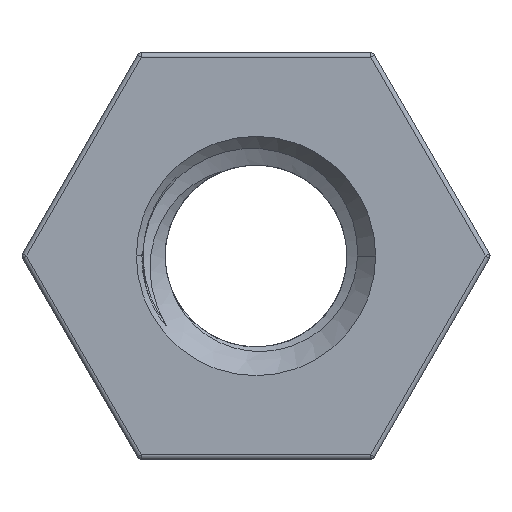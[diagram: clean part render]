
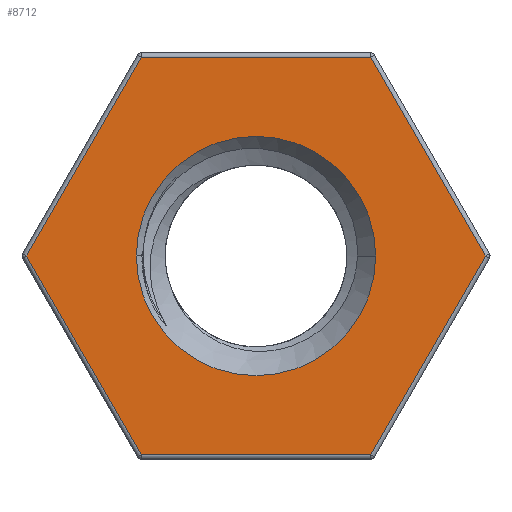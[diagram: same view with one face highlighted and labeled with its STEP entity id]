
A CAD part, left-side view. The second image highlights one B-rep face of the part: STEP entity #8712.
In plain terms, the highlighted planar face has unit normal (-1, 0, 0).
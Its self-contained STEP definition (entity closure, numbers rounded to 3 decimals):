
#3955=CARTESIAN_POINT('',(-10.,0.,0.));
#3956=DIRECTION('',(-1.,0.,0.));
#3957=DIRECTION('',(0.,1.,0.));
#3958=AXIS2_PLACEMENT_3D('',#3955,#3956,#3957);
#3960=CARTESIAN_POINT('',(-10.,0.,0.));
#3961=DIRECTION('',(-1.,0.,0.));
#3962=DIRECTION('',(0.,-1.,0.));
#3963=AXIS2_PLACEMENT_3D('',#3960,#3961,#3962);
#3965=DIRECTION('',(0.,-0.5,-0.866));
#3966=VECTOR('',#3965,2.54);
#3967=CARTESIAN_POINT('',(-10.,2.54,0.));
#3968=LINE('',#3967,#3966);
#3969=DIRECTION('',(0.,0.5,-0.866));
#3970=VECTOR('',#3969,2.54);
#3971=CARTESIAN_POINT('',(-10.,1.27,2.2));
#3972=LINE('',#3971,#3970);
#3973=DIRECTION('',(0.,1.,0.));
#3974=VECTOR('',#3973,2.54);
#3975=CARTESIAN_POINT('',(-10.,-1.27,2.2));
#3976=LINE('',#3975,#3974);
#3977=DIRECTION('',(0.,0.5,0.866));
#3978=VECTOR('',#3977,2.54);
#3979=CARTESIAN_POINT('',(-10.,-2.54,0.));
#3980=LINE('',#3979,#3978);
#3981=DIRECTION('',(0.,-0.5,0.866));
#3982=VECTOR('',#3981,2.54);
#3983=CARTESIAN_POINT('',(-10.,-1.27,-2.2));
#3984=LINE('',#3983,#3982);
#3985=DIRECTION('',(0.,-1.,0.));
#3986=VECTOR('',#3985,2.54);
#3987=CARTESIAN_POINT('',(-10.,1.27,-2.2));
#3988=LINE('',#3987,#3986);
#4396=CARTESIAN_POINT('',(-10.,1.325,0.));
#4398=VERTEX_POINT('',#4396);
#4400=CARTESIAN_POINT('',(-10.,-1.325,0.));
#4402=VERTEX_POINT('',#4400);
#4456=CARTESIAN_POINT('',(-10.,2.54,0.));
#4457=CARTESIAN_POINT('',(-10.,1.27,-2.2));
#4458=VERTEX_POINT('',#4456);
#4459=VERTEX_POINT('',#4457);
#4462=CARTESIAN_POINT('',(-10.,-1.27,-2.2));
#4463=VERTEX_POINT('',#4462);
#4464=CARTESIAN_POINT('',(-10.,-2.54,0.));
#4465=VERTEX_POINT('',#4464);
#4466=CARTESIAN_POINT('',(-10.,-1.27,2.2));
#4467=VERTEX_POINT('',#4466);
#4470=CARTESIAN_POINT('',(-10.,1.27,2.2));
#4471=VERTEX_POINT('',#4470);
#8689=CARTESIAN_POINT('',(-10.,0.,0.));
#8690=DIRECTION('',(1.,0.,0.));
#8691=DIRECTION('',(0.,-1.,0.));
#8692=AXIS2_PLACEMENT_3D('',#8689,#8690,#8691);
#8693=PLANE('',#8692);
#8695=ORIENTED_EDGE('',*,*,#8694,.F.);
#8697=ORIENTED_EDGE('',*,*,#8696,.F.);
#8699=ORIENTED_EDGE('',*,*,#8698,.F.);
#8701=ORIENTED_EDGE('',*,*,#8700,.F.);
#8703=ORIENTED_EDGE('',*,*,#8702,.F.);
#8705=ORIENTED_EDGE('',*,*,#8704,.F.);
#8706=EDGE_LOOP('',(#8695,#8697,#8699,#8701,#8703,#8705));
#8707=FACE_OUTER_BOUND('',#8706,.F.);
#8708=ORIENTED_EDGE('',*,*,#6808,.T.);
#8709=ORIENTED_EDGE('',*,*,#8681,.T.);
#8710=EDGE_LOOP('',(#8708,#8709));
#8711=FACE_BOUND('',#8710,.F.);
#3959=CIRCLE('',#3958,1.325);
#3964=CIRCLE('',#3963,1.325);
#6808=EDGE_CURVE('',#4398,#4402,#3959,.T.);
#8681=EDGE_CURVE('',#4402,#4398,#3964,.T.);
#8694=EDGE_CURVE('',#4458,#4459,#3968,.T.);
#8696=EDGE_CURVE('',#4471,#4458,#3972,.T.);
#8698=EDGE_CURVE('',#4467,#4471,#3976,.T.);
#8700=EDGE_CURVE('',#4465,#4467,#3980,.T.);
#8702=EDGE_CURVE('',#4463,#4465,#3984,.T.);
#8704=EDGE_CURVE('',#4459,#4463,#3988,.T.);
#8712=ADVANCED_FACE('',(#8707,#8711),#8693,.F.);
